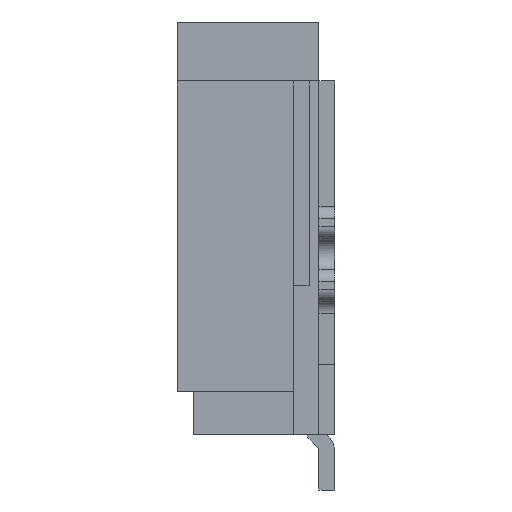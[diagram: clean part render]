
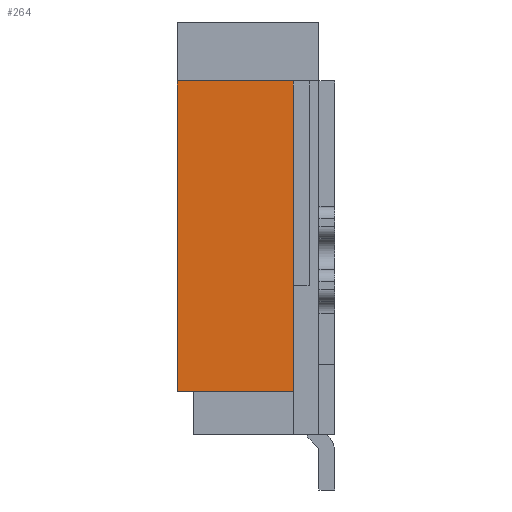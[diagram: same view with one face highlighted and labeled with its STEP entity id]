
A CAD part, left-side view. The second image highlights one B-rep face of the part: STEP entity #264.
In plain terms, the highlighted planar face has unit normal (-1, 0, 0).
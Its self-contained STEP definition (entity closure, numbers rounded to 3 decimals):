
#264 = ADVANCED_FACE ( 'NONE', ( #11177 ), #3948, .T. ) ;
#575 = CARTESIAN_POINT ( 'NONE',  ( -5.95, 2., 1. ) ) ;
#645 = ORIENTED_EDGE ( 'NONE', *, *, #5173, .F. ) ;
#1041 = AXIS2_PLACEMENT_3D ( 'NONE', #2995, #9503, #1275 ) ;
#1275 = DIRECTION ( 'NONE',  ( 0., 0., 1. ) ) ;
#1572 = VECTOR ( 'NONE', #2626, 1000. ) ;
#1706 = ORIENTED_EDGE ( 'NONE', *, *, #10299, .T. ) ;
#2415 = VERTEX_POINT ( 'NONE', #10854 ) ;
#2626 = DIRECTION ( 'NONE',  ( 0., 1., 0. ) ) ;
#2995 = CARTESIAN_POINT ( 'NONE',  ( -5.95, 0., 0.35 ) ) ;
#3372 = LINE ( 'NONE', #575, #8777 ) ;
#3541 = ORIENTED_EDGE ( 'NONE', *, *, #8546, .F. ) ;
#3657 = EDGE_CURVE ( 'NONE', #11705, #10888, #11498, .T. ) ;
#3755 = VECTOR ( 'NONE', #11551, 1000. ) ;
#3948 = PLANE ( 'NONE',  #1041 ) ;
#4147 = LINE ( 'NONE', #8814, #3755 ) ;
#4408 = CARTESIAN_POINT ( 'NONE',  ( -5.95, 2., 2.6 ) ) ;
#5173 = EDGE_CURVE ( 'NONE', #10888, #2415, #4147, .T. ) ;
#5258 = VERTEX_POINT ( 'NONE', #5575 ) ;
#5575 = CARTESIAN_POINT ( 'NONE',  ( -5.95, 2., 2.6 ) ) ;
#5822 = EDGE_LOOP ( 'NONE', ( #1706, #3541, #645, #10441 ) ) ;
#6370 = VECTOR ( 'NONE', #8702, 1000. ) ;
#7055 = CARTESIAN_POINT ( 'NONE',  ( -5.95, 0.525, 2.6 ) ) ;
#7089 = CARTESIAN_POINT ( 'NONE',  ( -5.95, 0.525, 8.1 ) ) ;
#7814 = CARTESIAN_POINT ( 'NONE',  ( -5.95, 0.525, -1.35 ) ) ;
#8546 = EDGE_CURVE ( 'NONE', #2415, #5258, #3372, .T. ) ;
#8702 = DIRECTION ( 'NONE',  ( 0., 0., -1. ) ) ;
#8777 = VECTOR ( 'NONE', #9648, 1000. ) ;
#8814 = CARTESIAN_POINT ( 'NONE',  ( -5.95, 2., -1.35 ) ) ;
#8954 = LINE ( 'NONE', #4408, #1572 ) ;
#9503 = DIRECTION ( 'NONE',  ( -1., 0., 0. ) ) ;
#9648 = DIRECTION ( 'NONE',  ( 0., 0., 1. ) ) ;
#10299 = EDGE_CURVE ( 'NONE', #11705, #5258, #8954, .T. ) ;
#10441 = ORIENTED_EDGE ( 'NONE', *, *, #3657, .F. ) ;
#10854 = CARTESIAN_POINT ( 'NONE',  ( -5.95, 2., -1.35 ) ) ;
#10888 = VERTEX_POINT ( 'NONE', #7814 ) ;
#11177 = FACE_OUTER_BOUND ( 'NONE', #5822, .T. ) ;
#11498 = LINE ( 'NONE', #7089, #6370 ) ;
#11551 = DIRECTION ( 'NONE',  ( 0., 1., 0. ) ) ;
#11705 = VERTEX_POINT ( 'NONE', #7055 ) ;
